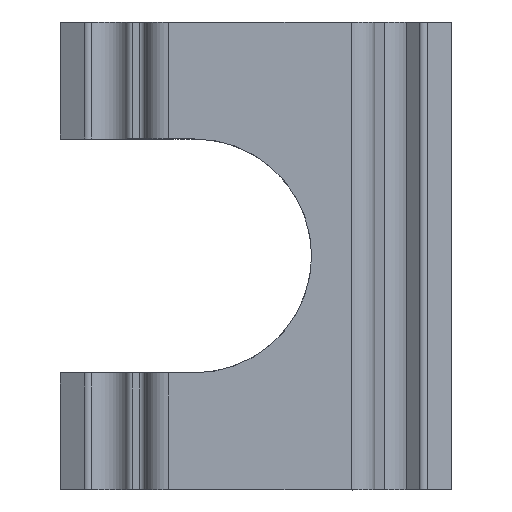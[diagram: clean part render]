
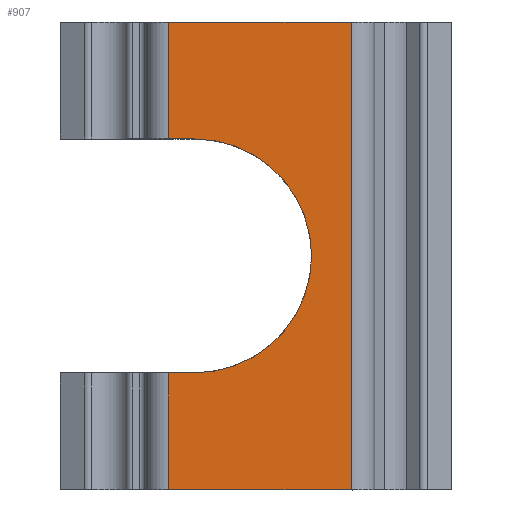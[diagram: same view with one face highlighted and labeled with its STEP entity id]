
A CAD part, top view. The second image highlights one B-rep face of the part: STEP entity #907.
In plain terms, the highlighted planar face has unit normal (0, 0, 1).
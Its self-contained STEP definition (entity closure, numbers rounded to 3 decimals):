
#32=PLANE('',#987);
#72=FACE_OUTER_BOUND('',#119,.T.);
#119=EDGE_LOOP('',(#733,#734,#735,#736,#737,#738,#739,#740));
#144=LINE('',#1333,#233);
#151=LINE('',#1361,#240);
#158=LINE('',#1387,#247);
#161=LINE('',#1396,#250);
#195=LINE('',#1487,#284);
#196=LINE('',#1489,#285);
#197=LINE('',#1490,#286);
#233=VECTOR('',#1044,2.235);
#240=VECTOR('',#1067,2.235);
#247=VECTOR('',#1088,10.);
#250=VECTOR('',#1097,10.);
#284=VECTOR('',#1201,15.635);
#285=VECTOR('',#1202,40.);
#286=VECTOR('',#1203,15.635);
#317=CIRCLE('',#929,10.);
#363=VERTEX_POINT('',#1303);
#364=VERTEX_POINT('',#1305);
#372=VERTEX_POINT('',#1332);
#385=VERTEX_POINT('',#1360);
#397=VERTEX_POINT('',#1386);
#400=VERTEX_POINT('',#1394);
#422=VERTEX_POINT('',#1486);
#423=VERTEX_POINT('',#1488);
#453=EDGE_CURVE('',#364,#363,#317,.T.);
#464=EDGE_CURVE('',#363,#372,#144,.T.);
#478=EDGE_CURVE('',#385,#364,#151,.T.);
#491=EDGE_CURVE('',#397,#385,#158,.T.);
#496=EDGE_CURVE('',#372,#400,#161,.T.);
#541=EDGE_CURVE('',#400,#422,#195,.T.);
#542=EDGE_CURVE('',#423,#422,#196,.T.);
#543=EDGE_CURVE('',#423,#397,#197,.T.);
#733=ORIENTED_EDGE('',*,*,#453,.T.);
#734=ORIENTED_EDGE('',*,*,#464,.T.);
#735=ORIENTED_EDGE('',*,*,#496,.T.);
#736=ORIENTED_EDGE('',*,*,#541,.T.);
#737=ORIENTED_EDGE('',*,*,#542,.F.);
#738=ORIENTED_EDGE('',*,*,#543,.T.);
#739=ORIENTED_EDGE('',*,*,#491,.T.);
#740=ORIENTED_EDGE('',*,*,#478,.T.);
#907=ADVANCED_FACE('',(#72),#32,.T.);
#929=AXIS2_PLACEMENT_3D('',#1306,#1025,#1026);
#987=AXIS2_PLACEMENT_3D('',#1485,#1199,#1200);
#1025=DIRECTION('center_axis',(0.,0.,-1.));
#1026=DIRECTION('ref_axis',(1.,0.,0.));
#1044=DIRECTION('',(-1.,0.,0.));
#1067=DIRECTION('',(1.,0.,0.));
#1088=DIRECTION('',(0.,-1.,0.));
#1097=DIRECTION('',(0.,-1.,0.));
#1199=DIRECTION('center_axis',(0.,0.,1.));
#1200=DIRECTION('ref_axis',(-1.,0.,0.));
#1201=DIRECTION('',(1.,0.,0.));
#1202=DIRECTION('',(0.,-1.,0.));
#1203=DIRECTION('',(-1.,0.,0.));
#1303=CARTESIAN_POINT('',(11.5,-10.,6.4));
#1305=CARTESIAN_POINT('',(11.5,10.,6.4));
#1306=CARTESIAN_POINT('Origin',(11.5,0.,6.4));
#1332=CARTESIAN_POINT('',(9.265,-10.,6.4));
#1333=CARTESIAN_POINT('',(7.507,-10.,6.4));
#1360=CARTESIAN_POINT('',(9.265,10.,6.4));
#1361=CARTESIAN_POINT('',(7.507,10.,6.4));
#1386=CARTESIAN_POINT('',(9.265,20.,6.4));
#1387=CARTESIAN_POINT('',(9.265,20.,6.4));
#1394=CARTESIAN_POINT('',(9.265,-20.,6.4));
#1396=CARTESIAN_POINT('',(9.265,20.,6.4));
#1485=CARTESIAN_POINT('Origin',(9.265,20.,6.4));
#1486=CARTESIAN_POINT('',(24.9,-20.,6.4));
#1487=CARTESIAN_POINT('',(24.9,-20.,6.4));
#1488=CARTESIAN_POINT('',(24.9,20.,6.4));
#1489=CARTESIAN_POINT('',(24.9,20.,6.4));
#1490=CARTESIAN_POINT('',(24.9,20.,6.4));
